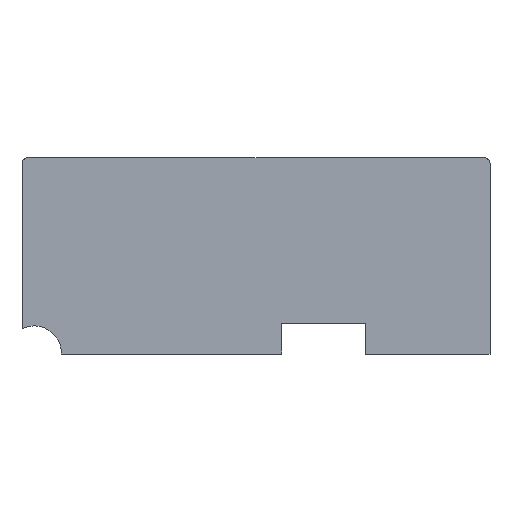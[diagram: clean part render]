
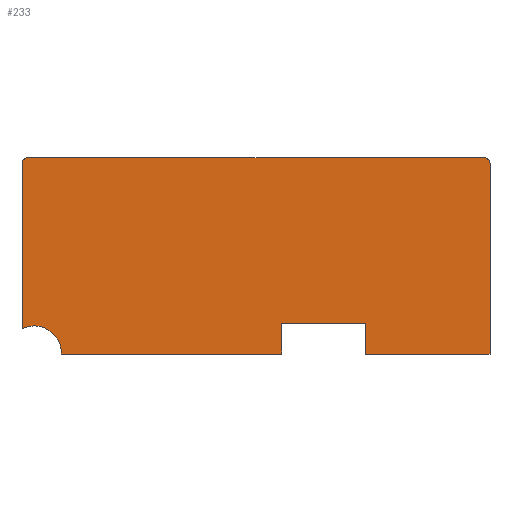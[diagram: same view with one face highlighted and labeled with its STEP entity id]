
A CAD part, top view. The second image highlights one B-rep face of the part: STEP entity #233.
In plain terms, the highlighted planar face has unit normal (0, 0, 1).
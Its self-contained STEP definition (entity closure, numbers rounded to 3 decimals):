
#3 = ORIENTED_EDGE ( 'NONE', *, *, #357, .T. ) ;
#9 = LINE ( 'NONE', #334, #113 ) ;
#17 = VERTEX_POINT ( 'NONE', #123 ) ;
#25 = CARTESIAN_POINT ( 'NONE',  ( -371.312, 55., 8. ) ) ;
#27 = DIRECTION ( 'NONE',  ( 0., 0., -1. ) ) ;
#31 = DIRECTION ( 'NONE',  ( 0., 0., 1. ) ) ;
#36 = EDGE_CURVE ( 'NONE', #373, #310, #366, .T. ) ;
#42 = LINE ( 'NONE', #270, #369 ) ;
#46 = ORIENTED_EDGE ( 'NONE', *, *, #194, .T. ) ;
#48 = LINE ( 'NONE', #25, #209 ) ;
#49 = DIRECTION ( 'NONE',  ( 1., 0., 0. ) ) ;
#51 = VECTOR ( 'NONE', #263, 1000. ) ;
#55 = VERTEX_POINT ( 'NONE', #92 ) ;
#60 = DIRECTION ( 'NONE',  ( 1., 0., 0. ) ) ;
#63 = CARTESIAN_POINT ( 'NONE',  ( -835., 340., 8. ) ) ;
#78 = ORIENTED_EDGE ( 'NONE', *, *, #415, .T. ) ;
#86 = VERTEX_POINT ( 'NONE', #419 ) ;
#91 = CARTESIAN_POINT ( 'NONE',  ( -10., 340., 8. ) ) ;
#92 = CARTESIAN_POINT ( 'NONE',  ( -371.312, 0., 8. ) ) ;
#94 = CARTESIAN_POINT ( 'NONE',  ( 0., 0., 8. ) ) ;
#98 = CARTESIAN_POINT ( 'NONE',  ( 0., 0., 8. ) ) ;
#105 = EDGE_CURVE ( 'NONE', #296, #86, #127, .T. ) ;
#106 = DIRECTION ( 'NONE',  ( 0., -1., 0. ) ) ;
#108 = CARTESIAN_POINT ( 'NONE',  ( -221.312, 0., 8. ) ) ;
#110 = CARTESIAN_POINT ( 'NONE',  ( 0., 0., 8. ) ) ;
#113 = VECTOR ( 'NONE', #49, 1000. ) ;
#115 = VERTEX_POINT ( 'NONE', #321 ) ;
#117 = CARTESIAN_POINT ( 'NONE',  ( -765., 0., 8. ) ) ;
#121 = EDGE_CURVE ( 'NONE', #55, #404, #48, .T. ) ;
#123 = CARTESIAN_POINT ( 'NONE',  ( -835., 45., 8. ) ) ;
#126 = DIRECTION ( 'NONE',  ( 0., -1., 0. ) ) ;
#127 = CIRCLE ( 'NONE', #221, 10. ) ;
#132 = CIRCLE ( 'NONE', #161, 48.047 ) ;
#135 = CARTESIAN_POINT ( 'NONE',  ( -812.993, 2.289, 8. ) ) ;
#138 = AXIS2_PLACEMENT_3D ( 'NONE', #200, #31, #259 ) ;
#145 = ORIENTED_EDGE ( 'NONE', *, *, #311, .T. ) ;
#161 = AXIS2_PLACEMENT_3D ( 'NONE', #370, #374, #407 ) ;
#162 = ORIENTED_EDGE ( 'NONE', *, *, #36, .T. ) ;
#176 = EDGE_LOOP ( 'NONE', ( #309, #3, #344, #397, #46, #145, #436, #199, #186, #78, #162 ) ) ;
#182 = DIRECTION ( 'NONE',  ( 1., 0., 0. ) ) ;
#184 = LINE ( 'NONE', #94, #51 ) ;
#186 = ORIENTED_EDGE ( 'NONE', *, *, #121, .T. ) ;
#189 = VECTOR ( 'NONE', #306, 1000. ) ;
#190 = LINE ( 'NONE', #117, #253 ) ;
#192 = VERTEX_POINT ( 'NONE', #98 ) ;
#194 = EDGE_CURVE ( 'NONE', #115, #261, #195, .T. ) ;
#195 = CIRCLE ( 'NONE', #138, 10. ) ;
#199 = ORIENTED_EDGE ( 'NONE', *, *, #400, .T. ) ;
#200 = CARTESIAN_POINT ( 'NONE',  ( -825., 340., 8. ) ) ;
#209 = VECTOR ( 'NONE', #381, 1000. ) ;
#212 = CARTESIAN_POINT ( 'NONE',  ( -221.312, 55., 8. ) ) ;
#213 = FACE_OUTER_BOUND ( 'NONE', #176, .T. ) ;
#219 = AXIS2_PLACEMENT_3D ( 'NONE', #135, #27, #354 ) ;
#221 = AXIS2_PLACEMENT_3D ( 'NONE', #91, #319, #60 ) ;
#233 = ADVANCED_FACE ( 'NONE', ( #213 ), #390, .F. ) ;
#236 = CARTESIAN_POINT ( 'NONE',  ( 0., 340., 8. ) ) ;
#245 = EDGE_CURVE ( 'NONE', #310, #192, #184, .T. ) ;
#253 = VECTOR ( 'NONE', #182, 1000. ) ;
#259 = DIRECTION ( 'NONE',  ( 1., 0., 0. ) ) ;
#261 = VERTEX_POINT ( 'NONE', #63 ) ;
#263 = DIRECTION ( 'NONE',  ( 1., 0., 0. ) ) ;
#270 = CARTESIAN_POINT ( 'NONE',  ( -835., 340., 8. ) ) ;
#276 = LINE ( 'NONE', #302, #189 ) ;
#284 = VECTOR ( 'NONE', #126, 1000. ) ;
#288 = VERTEX_POINT ( 'NONE', #403 ) ;
#290 = CARTESIAN_POINT ( 'NONE',  ( -221.312, 0., 8. ) ) ;
#296 = VERTEX_POINT ( 'NONE', #236 ) ;
#302 = CARTESIAN_POINT ( 'NONE',  ( -10., 350., 8. ) ) ;
#306 = DIRECTION ( 'NONE',  ( -1., 0., 0. ) ) ;
#309 = ORIENTED_EDGE ( 'NONE', *, *, #245, .T. ) ;
#310 = VERTEX_POINT ( 'NONE', #108 ) ;
#311 = EDGE_CURVE ( 'NONE', #261, #17, #42, .T. ) ;
#319 = DIRECTION ( 'NONE',  ( 0., 0., 1. ) ) ;
#321 = CARTESIAN_POINT ( 'NONE',  ( -825., 350., 8. ) ) ;
#328 = DIRECTION ( 'NONE',  ( 0., 1., 0. ) ) ;
#334 = CARTESIAN_POINT ( 'NONE',  ( -221.312, 55., 8. ) ) ;
#335 = EDGE_CURVE ( 'NONE', #86, #115, #276, .T. ) ;
#337 = VECTOR ( 'NONE', #328, 1000. ) ;
#344 = ORIENTED_EDGE ( 'NONE', *, *, #105, .T. ) ;
#354 = DIRECTION ( 'NONE',  ( -1., 0., 0. ) ) ;
#357 = EDGE_CURVE ( 'NONE', #192, #296, #433, .T. ) ;
#366 = LINE ( 'NONE', #290, #284 ) ;
#369 = VECTOR ( 'NONE', #106, 1000. ) ;
#370 = CARTESIAN_POINT ( 'NONE',  ( -812.993, 2.289, 8. ) ) ;
#373 = VERTEX_POINT ( 'NONE', #212 ) ;
#374 = DIRECTION ( 'NONE',  ( 0., 0., -1. ) ) ;
#376 = CARTESIAN_POINT ( 'NONE',  ( -371.312, 55., 8. ) ) ;
#381 = DIRECTION ( 'NONE',  ( 0., 1., 0. ) ) ;
#390 = PLANE ( 'NONE',  #219 ) ;
#397 = ORIENTED_EDGE ( 'NONE', *, *, #335, .T. ) ;
#400 = EDGE_CURVE ( 'NONE', #288, #55, #190, .T. ) ;
#403 = CARTESIAN_POINT ( 'NONE',  ( -765., 0., 8. ) ) ;
#404 = VERTEX_POINT ( 'NONE', #376 ) ;
#407 = DIRECTION ( 'NONE',  ( -1., 0., 0. ) ) ;
#410 = EDGE_CURVE ( 'NONE', #17, #288, #132, .T. ) ;
#415 = EDGE_CURVE ( 'NONE', #404, #373, #9, .T. ) ;
#419 = CARTESIAN_POINT ( 'NONE',  ( -10., 350., 8. ) ) ;
#433 = LINE ( 'NONE', #110, #337 ) ;
#436 = ORIENTED_EDGE ( 'NONE', *, *, #410, .T. ) ;
